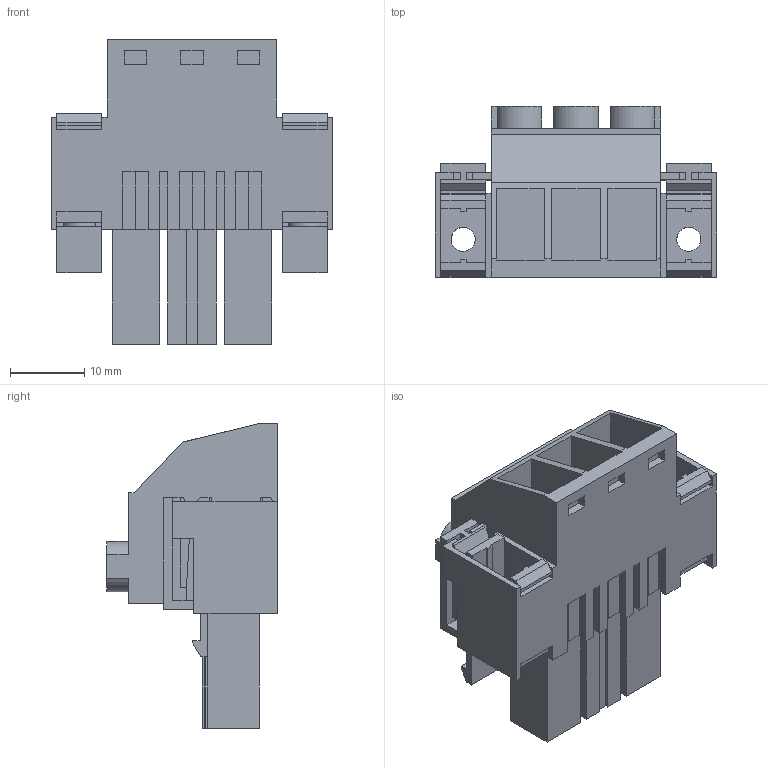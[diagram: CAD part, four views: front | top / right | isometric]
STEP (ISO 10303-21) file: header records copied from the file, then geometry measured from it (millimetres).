
FILE_DESCRIPTION(('CATIA V5 STEP','CAx-IF Rec.Pracs.--- Model Styling and Organization---1.2---2011-12-15'),'2;1');
FILE_NAME ('D1459346_0_1930060000_1930060000.stp','2017-07-31T10:32:53+00:00',('none'),('Weidmueller'),'CATIA Version 5-6 Release 2014','CATIA V5 STEP AP214','none');
FILE_SCHEMA(('AUTOMOTIVE_DESIGN { 1 0 10303 214 1 1 1 1 }'));
Length unit declared in the file: millimetre
Products named in the file (1): 1930060000
Bounding box: 38.1 x 23.1 x 41.15 mm (x, y, z)
Volume: 12290.6 mm3; surface area: 10633.6 mm2
Topology: 6 solids, 6 shells, 453 faces, 1274 edges, 848 vertices
Faces by surface type: plane 424, cylinder 29
Entity records: 13534 total; most frequent: ORIENTED_EDGE 2548, CARTESIAN_POINT 2443, DIRECTION 1842, EDGE_CURVE 1274, VECTOR 1176, LINE 1176, VERTEX_POINT 848, EDGE_LOOP 476
